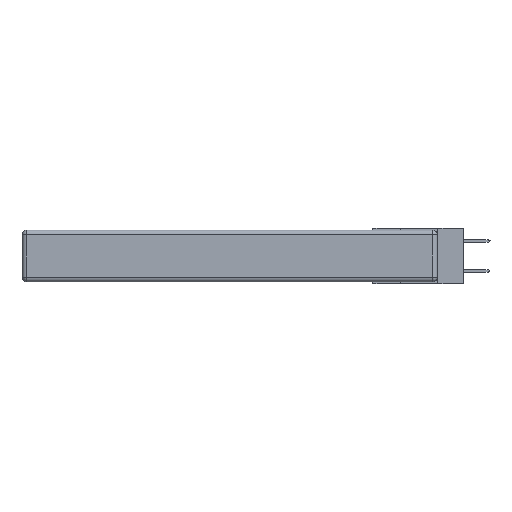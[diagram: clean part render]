
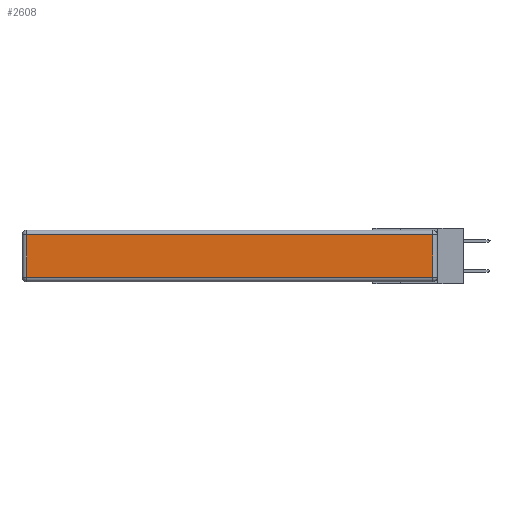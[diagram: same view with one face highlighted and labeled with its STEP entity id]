
A CAD part, left-side view. The second image highlights one B-rep face of the part: STEP entity #2608.
In plain terms, the highlighted planar face has unit normal (-1, 0, 0).
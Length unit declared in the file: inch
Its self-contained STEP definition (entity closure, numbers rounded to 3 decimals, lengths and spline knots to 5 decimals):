
#412 = LINE ( 'NONE', #3603, #3709 ) ;
#1122 = VERTEX_POINT ( 'NONE', #13345 ) ;
#2557 = FACE_OUTER_BOUND ( 'NONE', #9528, .T. ) ;
#2608 = ADVANCED_FACE ( 'NONE', ( #2557 ), #7835, .T. ) ;
#2813 = CARTESIAN_POINT ( 'NONE',  ( 0., 2.72, -0.343 ) ) ;
#3603 = CARTESIAN_POINT ( 'NONE',  ( 0., 0.03, -0.343 ) ) ;
#3709 = VECTOR ( 'NONE', #4640, 39.37008 ) ;
#4495 = EDGE_CURVE ( 'NONE', #12586, #1122, #412, .T. ) ;
#4640 = DIRECTION ( 'NONE',  ( 0., 0., 1. ) ) ;
#4737 = ORIENTED_EDGE ( 'NONE', *, *, #9893, .T. ) ;
#4994 = DIRECTION ( 'NONE',  ( -1., 0., 0. ) ) ;
#5017 = LINE ( 'NONE', #11128, #13095 ) ;
#6030 = CARTESIAN_POINT ( 'NONE',  ( 0., 0., -0.313 ) ) ;
#7540 = DIRECTION ( 'NONE',  ( 0., 0., -1. ) ) ;
#7672 = LINE ( 'NONE', #2813, #8025 ) ;
#7774 = ORIENTED_EDGE ( 'NONE', *, *, #11537, .T. ) ;
#7835 = PLANE ( 'NONE',  #11094 ) ;
#8025 = VECTOR ( 'NONE', #7540, 39.37008 ) ;
#8104 = CARTESIAN_POINT ( 'NONE',  ( 0., 2.72, -0.03 ) ) ;
#8739 = CARTESIAN_POINT ( 'NONE',  ( 0., 2.72, -0.313 ) ) ;
#9235 = ORIENTED_EDGE ( 'NONE', *, *, #13634, .T. ) ;
#9270 = CARTESIAN_POINT ( 'NONE',  ( 0., 0., -0.343 ) ) ;
#9513 = ORIENTED_EDGE ( 'NONE', *, *, #4495, .T. ) ;
#9528 = EDGE_LOOP ( 'NONE', ( #7774, #9513, #9235, #4737 ) ) ;
#9666 = DIRECTION ( 'NONE',  ( 0., 1., 0. ) ) ;
#9874 = LINE ( 'NONE', #6030, #11048 ) ;
#9893 = EDGE_CURVE ( 'NONE', #10764, #14100, #7672, .T. ) ;
#10764 = VERTEX_POINT ( 'NONE', #8104 ) ;
#11048 = VECTOR ( 'NONE', #13803, 39.37008 ) ;
#11094 = AXIS2_PLACEMENT_3D ( 'NONE', #9270, #4994, #13588 ) ;
#11128 = CARTESIAN_POINT ( 'NONE',  ( 0., 2.75, -0.03 ) ) ;
#11537 = EDGE_CURVE ( 'NONE', #14100, #12586, #9874, .T. ) ;
#12586 = VERTEX_POINT ( 'NONE', #12684 ) ;
#12684 = CARTESIAN_POINT ( 'NONE',  ( 0., 0.03, -0.313 ) ) ;
#13095 = VECTOR ( 'NONE', #9666, 39.37008 ) ;
#13345 = CARTESIAN_POINT ( 'NONE',  ( 0., 0.03, -0.03 ) ) ;
#13588 = DIRECTION ( 'NONE',  ( 0., 0., 1. ) ) ;
#13634 = EDGE_CURVE ( 'NONE', #1122, #10764, #5017, .T. ) ;
#13803 = DIRECTION ( 'NONE',  ( 0., -1., 0. ) ) ;
#14100 = VERTEX_POINT ( 'NONE', #8739 ) ;
